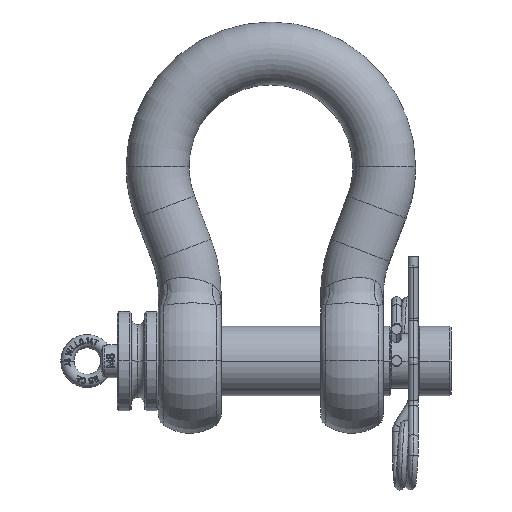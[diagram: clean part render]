
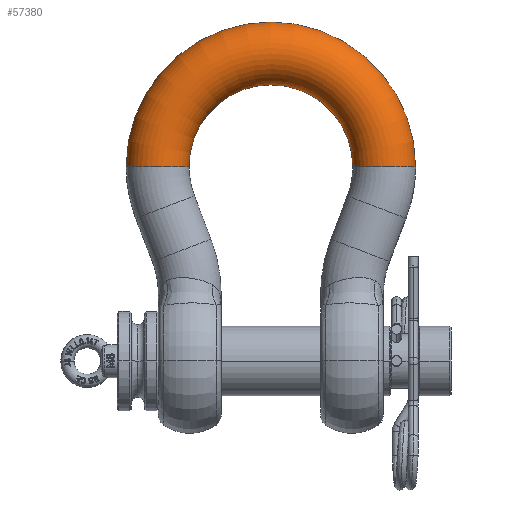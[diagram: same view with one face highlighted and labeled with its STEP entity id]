
A CAD part, top view. The second image highlights one B-rep face of the part: STEP entity #57380.
In plain terms, the highlighted toroidal (fillet/blend) face has major radius 68.5 mm and minor radius 19 mm.
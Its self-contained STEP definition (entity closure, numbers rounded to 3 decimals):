
#409 = ORIENTED_EDGE ( 'NONE', *, *, #4462, .F. ) ;
#1986 = CARTESIAN_POINT ( 'NONE',  ( 87.5, 0., 0. ) ) ;
#4462 = EDGE_CURVE ( 'NONE', #18987, #35627, #52536, .T. ) ;
#7419 = VERTEX_POINT ( 'NONE', #1986 ) ;
#7421 = CARTESIAN_POINT ( 'NONE',  ( -87.5, 0., 0. ) ) ;
#8412 = CARTESIAN_POINT ( 'NONE',  ( -49.5, 0., 0. ) ) ;
#8444 = DIRECTION ( 'NONE',  ( 0., 0., 1. ) ) ;
#9414 = AXIS2_PLACEMENT_3D ( 'NONE', #17948, #49500, #22455 ) ;
#11895 = EDGE_CURVE ( 'NONE', #7419, #18987, #39700, .T. ) ;
#12914 = DIRECTION ( 'NONE',  ( 1., 0., 0. ) ) ;
#17523 = CARTESIAN_POINT ( 'NONE',  ( 49.5, 0., 0. ) ) ;
#17948 = CARTESIAN_POINT ( 'NONE',  ( 0., 0., 0. ) ) ;
#18809 = ORIENTED_EDGE ( 'NONE', *, *, #22902, .T. ) ;
#18860 = EDGE_LOOP ( 'NONE', ( #30766, #27478, #18809, #409 ) ) ;
#18987 = VERTEX_POINT ( 'NONE', #17523 ) ;
#20849 = AXIS2_PLACEMENT_3D ( 'NONE', #26030, #57576, #30556 ) ;
#22455 = DIRECTION ( 'NONE',  ( 1., 0., 0. ) ) ;
#22902 = EDGE_CURVE ( 'NONE', #27751, #35627, #58319, .T. ) ;
#26030 = CARTESIAN_POINT ( 'NONE',  ( 68.5, 0., 0. ) ) ;
#26439 = DIRECTION ( 'NONE',  ( 0., 1., 0. ) ) ;
#27478 = ORIENTED_EDGE ( 'NONE', *, *, #34461, .T. ) ;
#27751 = VERTEX_POINT ( 'NONE', #7421 ) ;
#30556 = DIRECTION ( 'NONE',  ( 0., 0., -1. ) ) ;
#30766 = ORIENTED_EDGE ( 'NONE', *, *, #11895, .F. ) ;
#34033 = AXIS2_PLACEMENT_3D ( 'NONE', #53322, #8444, #12914 ) ;
#34461 = EDGE_CURVE ( 'NONE', #7419, #27751, #47912, .T. ) ;
#35627 = VERTEX_POINT ( 'NONE', #8412 ) ;
#36002 = AXIS2_PLACEMENT_3D ( 'NONE', #43789, #43713, #43641 ) ;
#39700 = CIRCLE ( 'NONE', #20849, 19. ) ;
#43641 = DIRECTION ( 'NONE',  ( 1., 0., 0. ) ) ;
#43713 = DIRECTION ( 'NONE',  ( 0., 0., 1. ) ) ;
#43789 = CARTESIAN_POINT ( 'NONE',  ( 0., 0., 0. ) ) ;
#47172 = TOROIDAL_SURFACE ( 'NONE', #34033, 68.5, 19. ) ;
#47912 = CIRCLE ( 'NONE', #9414, 87.5 ) ;
#49500 = DIRECTION ( 'NONE',  ( 0., 0., 1. ) ) ;
#52536 = CIRCLE ( 'NONE', #36002, 49.5 ) ;
#53322 = CARTESIAN_POINT ( 'NONE',  ( 0., 0., 0. ) ) ;
#53433 = CARTESIAN_POINT ( 'NONE',  ( -68.5, 0., 0. ) ) ;
#56295 = FACE_OUTER_BOUND ( 'NONE', #18860, .T. ) ;
#57380 = ADVANCED_FACE ( 'NONE', ( #56295 ), #47172, .T. ) ;
#57576 = DIRECTION ( 'NONE',  ( 0., -1., 0. ) ) ;
#57988 = DIRECTION ( 'NONE',  ( -1., 0., 0. ) ) ;
#58242 = AXIS2_PLACEMENT_3D ( 'NONE', #53433, #26439, #57988 ) ;
#58319 = CIRCLE ( 'NONE', #58242, 19. ) ;
